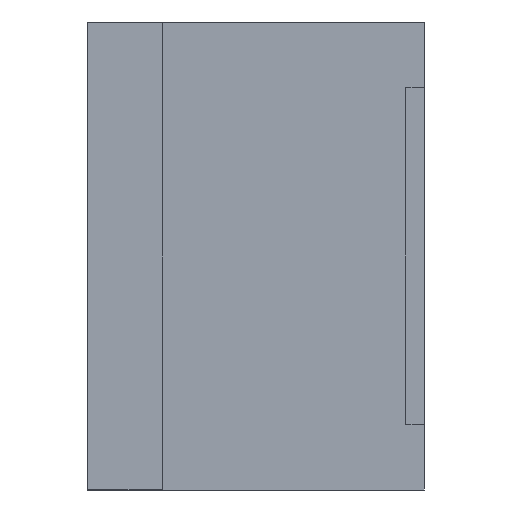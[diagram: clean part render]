
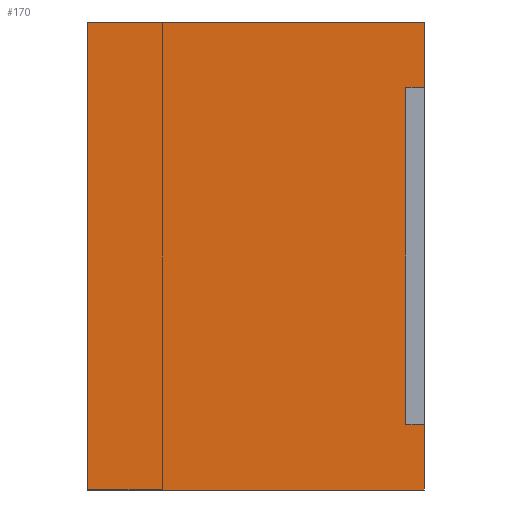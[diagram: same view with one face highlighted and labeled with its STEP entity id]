
A CAD part, left-side view. The second image highlights one B-rep face of the part: STEP entity #170.
In plain terms, the highlighted planar face has unit normal (-1, 0, 0).
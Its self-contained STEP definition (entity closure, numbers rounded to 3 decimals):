
#73 = CARTESIAN_POINT ( 'NONE',  ( -1., 0.9, -0.625 ) ) ;
#92 = LINE ( 'NONE', #431, #245 ) ;
#109 = LINE ( 'NONE', #714, #1025 ) ;
#111 = DIRECTION ( 'NONE',  ( 0., 0., 1. ) ) ;
#170 = ADVANCED_FACE ( 'NONE', ( #341 ), #687, .F. ) ;
#199 = LINE ( 'NONE', #710, #637 ) ;
#234 = EDGE_CURVE ( 'NONE', #929, #959, #109, .T. ) ;
#242 = CARTESIAN_POINT ( 'NONE',  ( -1., 0., -0.45 ) ) ;
#243 = VERTEX_POINT ( 'NONE', #281 ) ;
#245 = VECTOR ( 'NONE', #333, 1000. ) ;
#246 = CARTESIAN_POINT ( 'NONE',  ( -1., 0., 0.625 ) ) ;
#248 = CARTESIAN_POINT ( 'NONE',  ( -1., 0.05, 0.45 ) ) ;
#278 = LINE ( 'NONE', #953, #977 ) ;
#281 = CARTESIAN_POINT ( 'NONE',  ( -1., 0., 0.45 ) ) ;
#298 = CARTESIAN_POINT ( 'NONE',  ( -1., 0., 0.625 ) ) ;
#329 = CARTESIAN_POINT ( 'NONE',  ( -1., 0.9, 0.625 ) ) ;
#333 = DIRECTION ( 'NONE',  ( 0., -1., 0. ) ) ;
#341 = FACE_OUTER_BOUND ( 'NONE', #440, .T. ) ;
#342 = LINE ( 'NONE', #73, #997 ) ;
#395 = ORIENTED_EDGE ( 'NONE', *, *, #771, .T. ) ;
#416 = CARTESIAN_POINT ( 'NONE',  ( -1., 0., 0.625 ) ) ;
#431 = CARTESIAN_POINT ( 'NONE',  ( -1., 0.9, 0.625 ) ) ;
#440 = EDGE_LOOP ( 'NONE', ( #1000, #715, #750, #816, #523, #395, #1077, #900 ) ) ;
#454 = EDGE_CURVE ( 'NONE', #795, #929, #278, .T. ) ;
#475 = EDGE_CURVE ( 'NONE', #984, #734, #199, .T. ) ;
#490 = DIRECTION ( 'NONE',  ( 0., -1., 0. ) ) ;
#512 = LINE ( 'NONE', #246, #799 ) ;
#523 = ORIENTED_EDGE ( 'NONE', *, *, #475, .F. ) ;
#536 = CARTESIAN_POINT ( 'NONE',  ( -1., 0.05, -0.45 ) ) ;
#560 = VECTOR ( 'NONE', #490, 1000. ) ;
#581 = VECTOR ( 'NONE', #1095, 1000. ) ;
#582 = CARTESIAN_POINT ( 'NONE',  ( -1., 0.9, 0.625 ) ) ;
#588 = LINE ( 'NONE', #298, #581 ) ;
#593 = CARTESIAN_POINT ( 'NONE',  ( -1., 0.05, 0.45 ) ) ;
#598 = DIRECTION ( 'NONE',  ( 0., 0., 1. ) ) ;
#637 = VECTOR ( 'NONE', #111, 1000. ) ;
#687 = PLANE ( 'NONE',  #868 ) ;
#695 = DIRECTION ( 'NONE',  ( 1., 0., 0. ) ) ;
#706 = VERTEX_POINT ( 'NONE', #416 ) ;
#710 = CARTESIAN_POINT ( 'NONE',  ( -1., 0.9, 0.625 ) ) ;
#714 = CARTESIAN_POINT ( 'NONE',  ( -1., 0.05, -0.45 ) ) ;
#715 = ORIENTED_EDGE ( 'NONE', *, *, #964, .T. ) ;
#734 = VERTEX_POINT ( 'NONE', #582 ) ;
#750 = ORIENTED_EDGE ( 'NONE', *, *, #954, .T. ) ;
#752 = VERTEX_POINT ( 'NONE', #924 ) ;
#758 = DIRECTION ( 'NONE',  ( 0., 0., -1. ) ) ;
#771 = EDGE_CURVE ( 'NONE', #984, #752, #342, .T. ) ;
#790 = DIRECTION ( 'NONE',  ( 0., -1., 0. ) ) ;
#793 = EDGE_CURVE ( 'NONE', #752, #959, #512, .T. ) ;
#795 = VERTEX_POINT ( 'NONE', #593 ) ;
#799 = VECTOR ( 'NONE', #598, 1000. ) ;
#816 = ORIENTED_EDGE ( 'NONE', *, *, #847, .F. ) ;
#847 = EDGE_CURVE ( 'NONE', #734, #706, #92, .T. ) ;
#868 = AXIS2_PLACEMENT_3D ( 'NONE', #329, #695, #758 ) ;
#872 = DIRECTION ( 'NONE',  ( 0., 0., -1. ) ) ;
#900 = ORIENTED_EDGE ( 'NONE', *, *, #234, .F. ) ;
#924 = CARTESIAN_POINT ( 'NONE',  ( -1., 0., -0.625 ) ) ;
#929 = VERTEX_POINT ( 'NONE', #536 ) ;
#953 = CARTESIAN_POINT ( 'NONE',  ( -1., 0.05, -0.45 ) ) ;
#954 = EDGE_CURVE ( 'NONE', #243, #706, #588, .T. ) ;
#959 = VERTEX_POINT ( 'NONE', #242 ) ;
#964 = EDGE_CURVE ( 'NONE', #795, #243, #981, .T. ) ;
#977 = VECTOR ( 'NONE', #872, 1000. ) ;
#981 = LINE ( 'NONE', #248, #560 ) ;
#984 = VERTEX_POINT ( 'NONE', #1088 ) ;
#997 = VECTOR ( 'NONE', #1010, 1000. ) ;
#1000 = ORIENTED_EDGE ( 'NONE', *, *, #454, .F. ) ;
#1010 = DIRECTION ( 'NONE',  ( 0., -1., 0. ) ) ;
#1025 = VECTOR ( 'NONE', #790, 1000. ) ;
#1077 = ORIENTED_EDGE ( 'NONE', *, *, #793, .T. ) ;
#1088 = CARTESIAN_POINT ( 'NONE',  ( -1., 0.9, -0.625 ) ) ;
#1095 = DIRECTION ( 'NONE',  ( 0., 0., 1. ) ) ;
